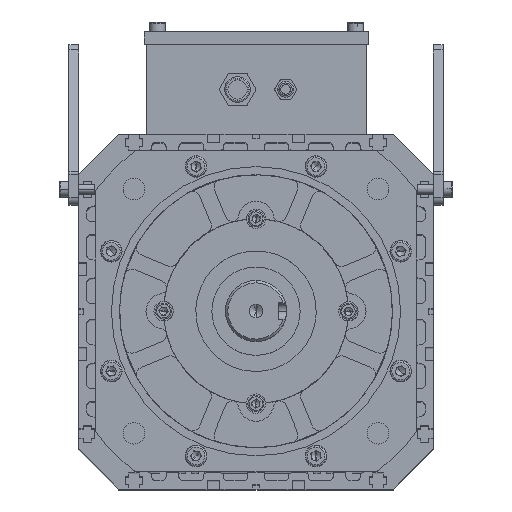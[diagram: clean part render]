
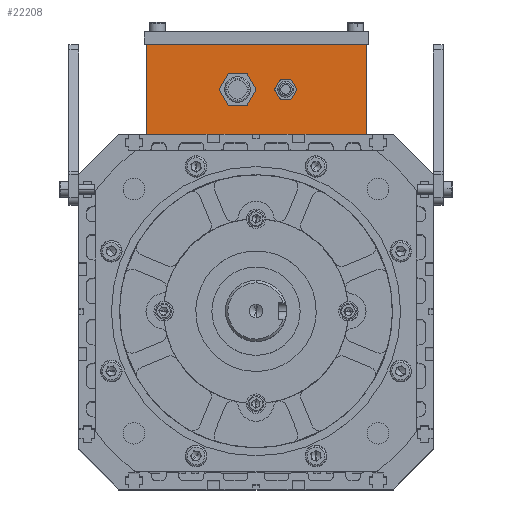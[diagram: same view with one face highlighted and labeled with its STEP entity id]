
A CAD part, top view. The second image highlights one B-rep face of the part: STEP entity #22208.
In plain terms, the highlighted face is planar.
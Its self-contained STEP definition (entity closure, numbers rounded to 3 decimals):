
#368 = AXIS2_PLACEMENT_3D ( 'NONE', #9000, #24215, #18879 ) ;
#865 = EDGE_LOOP ( 'NONE', ( #8412, #5055 ) ) ;
#1058 = CARTESIAN_POINT ( 'NONE',  ( 68.25, 77.5, 56. ) ) ;
#1911 = ORIENTED_EDGE ( 'NONE', *, *, #29989, .F. ) ;
#1967 = CARTESIAN_POINT ( 'NONE',  ( 11.75, 77.5, 28. ) ) ;
#1980 = CIRCLE ( 'NONE', #368, 4. ) ;
#2226 = LINE ( 'NONE', #32439, #6495 ) ;
#3325 = DIRECTION ( 'NONE',  ( -1., 0., 0. ) ) ;
#3490 = DIRECTION ( 'NONE',  ( 0., 0., 1. ) ) ;
#3583 = CIRCLE ( 'NONE', #8864, 6. ) ;
#5055 = ORIENTED_EDGE ( 'NONE', *, *, #32682, .F. ) ;
#5157 = CARTESIAN_POINT ( 'NONE',  ( -68.25, 77.5, 0. ) ) ;
#5821 = DIRECTION ( 'NONE',  ( 0., 1., 0. ) ) ;
#6256 = VECTOR ( 'NONE', #3325, 1000. ) ;
#6495 = VECTOR ( 'NONE', #14569, 1000. ) ;
#6608 = DIRECTION ( 'NONE',  ( 0., 0., 1. ) ) ;
#6629 = DIRECTION ( 'NONE',  ( 0., -1., 0. ) ) ;
#7126 = CARTESIAN_POINT ( 'NONE',  ( -68.25, 77.5, 56. ) ) ;
#7456 = DIRECTION ( 'NONE',  ( 0., 0., 1. ) ) ;
#7833 = LINE ( 'NONE', #18180, #6256 ) ;
#8412 = ORIENTED_EDGE ( 'NONE', *, *, #10064, .F. ) ;
#8509 = AXIS2_PLACEMENT_3D ( 'NONE', #7126, #6629, #27650 ) ;
#8599 = VECTOR ( 'NONE', #24017, 1000. ) ;
#8864 = AXIS2_PLACEMENT_3D ( 'NONE', #21019, #5821, #3490 ) ;
#8937 = ORIENTED_EDGE ( 'NONE', *, *, #25369, .T. ) ;
#8943 = VECTOR ( 'NONE', #29367, 1000. ) ;
#9000 = CARTESIAN_POINT ( 'NONE',  ( -18.25, 77.5, 28. ) ) ;
#10064 = EDGE_CURVE ( 'NONE', #16168, #18313, #1980, .T. ) ;
#10323 = EDGE_CURVE ( 'NONE', #23046, #20755, #7833, .T. ) ;
#11167 = ORIENTED_EDGE ( 'NONE', *, *, #10323, .T. ) ;
#11349 = LINE ( 'NONE', #31723, #8943 ) ;
#12287 = PLANE ( 'NONE',  #8509 ) ;
#14313 = VERTEX_POINT ( 'NONE', #1058 ) ;
#14409 = ORIENTED_EDGE ( 'NONE', *, *, #23314, .F. ) ;
#14569 = DIRECTION ( 'NONE',  ( 0., 0., -1. ) ) ;
#15553 = ORIENTED_EDGE ( 'NONE', *, *, #32264, .F. ) ;
#16168 = VERTEX_POINT ( 'NONE', #18100 ) ;
#16492 = LINE ( 'NONE', #21662, #8599 ) ;
#16493 = CARTESIAN_POINT ( 'NONE',  ( 11.75, 77.5, 22. ) ) ;
#16555 = EDGE_LOOP ( 'NONE', ( #30267, #1911 ) ) ;
#16642 = FACE_BOUND ( 'NONE', #865, .T. ) ;
#17310 = DIRECTION ( 'NONE',  ( 0., 1., 0. ) ) ;
#18100 = CARTESIAN_POINT ( 'NONE',  ( -18.25, 77.5, 32. ) ) ;
#18180 = CARTESIAN_POINT ( 'NONE',  ( -68.25, 77.5, 0. ) ) ;
#18313 = VERTEX_POINT ( 'NONE', #22146 ) ;
#18879 = DIRECTION ( 'NONE',  ( 0., 0., 1. ) ) ;
#18971 = CARTESIAN_POINT ( 'NONE',  ( -18.25, 77.5, 28. ) ) ;
#19610 = VERTEX_POINT ( 'NONE', #31126 ) ;
#20254 = EDGE_LOOP ( 'NONE', ( #11167, #14409, #15553, #8937 ) ) ;
#20755 = VERTEX_POINT ( 'NONE', #5157 ) ;
#21019 = CARTESIAN_POINT ( 'NONE',  ( 11.75, 77.5, 28. ) ) ;
#21094 = CIRCLE ( 'NONE', #24283, 6. ) ;
#21662 = CARTESIAN_POINT ( 'NONE',  ( -68.25, 77.5, 56. ) ) ;
#22146 = CARTESIAN_POINT ( 'NONE',  ( -18.25, 77.5, 24. ) ) ;
#22208 = ADVANCED_FACE ( 'NONE', ( #16642, #26821, #24334 ), #12287, .F. ) ;
#22861 = CARTESIAN_POINT ( 'NONE',  ( 68.25, 77.5, 0. ) ) ;
#23046 = VERTEX_POINT ( 'NONE', #22861 ) ;
#23314 = EDGE_CURVE ( 'NONE', #29064, #20755, #16492, .T. ) ;
#24017 = DIRECTION ( 'NONE',  ( 0., 0., -1. ) ) ;
#24215 = DIRECTION ( 'NONE',  ( 0., 1., 0. ) ) ;
#24283 = AXIS2_PLACEMENT_3D ( 'NONE', #1967, #17310, #7456 ) ;
#24334 = FACE_OUTER_BOUND ( 'NONE', #20254, .T. ) ;
#24360 = CIRCLE ( 'NONE', #32887, 4. ) ;
#25369 = EDGE_CURVE ( 'NONE', #14313, #23046, #2226, .T. ) ;
#26821 = FACE_BOUND ( 'NONE', #16555, .T. ) ;
#27650 = DIRECTION ( 'NONE',  ( 0., 0., -1. ) ) ;
#29064 = VERTEX_POINT ( 'NONE', #30893 ) ;
#29367 = DIRECTION ( 'NONE',  ( -1., 0., 0. ) ) ;
#29989 = EDGE_CURVE ( 'NONE', #30959, #19610, #21094, .T. ) ;
#30267 = ORIENTED_EDGE ( 'NONE', *, *, #30897, .F. ) ;
#30893 = CARTESIAN_POINT ( 'NONE',  ( -68.25, 77.5, 56. ) ) ;
#30897 = EDGE_CURVE ( 'NONE', #19610, #30959, #3583, .T. ) ;
#30959 = VERTEX_POINT ( 'NONE', #16493 ) ;
#31126 = CARTESIAN_POINT ( 'NONE',  ( 11.75, 77.5, 34. ) ) ;
#31723 = CARTESIAN_POINT ( 'NONE',  ( -68.25, 77.5, 56. ) ) ;
#31975 = DIRECTION ( 'NONE',  ( 0., 1., 0. ) ) ;
#32264 = EDGE_CURVE ( 'NONE', #14313, #29064, #11349, .T. ) ;
#32439 = CARTESIAN_POINT ( 'NONE',  ( 68.25, 77.5, 56. ) ) ;
#32682 = EDGE_CURVE ( 'NONE', #18313, #16168, #24360, .T. ) ;
#32887 = AXIS2_PLACEMENT_3D ( 'NONE', #18971, #31975, #6608 ) ;
